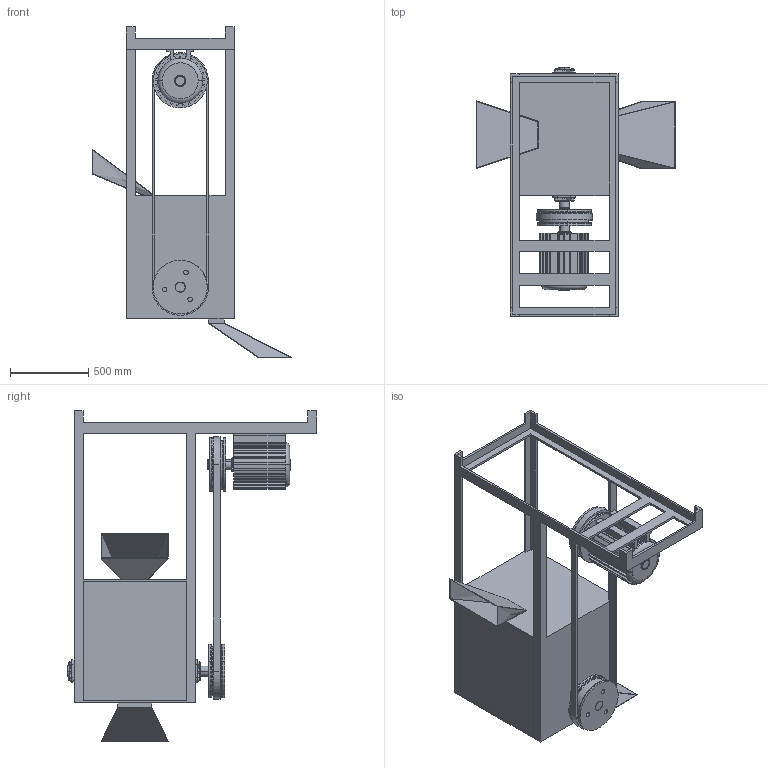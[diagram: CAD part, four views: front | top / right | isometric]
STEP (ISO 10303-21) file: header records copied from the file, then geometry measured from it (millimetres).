
FILE_DESCRIPTION(('FreeCAD Model'),'2;1');
FILE_NAME('Open CASCADE Shape Model','2025-05-08T08:31:37',('FreeCAD'),( 'FreeCAD'),'Open CASCADE STEP processor 7.6','FreeCAD','Unknown');
FILE_SCHEMA(('AUTOMOTIVE_DESIGN { 1 0 10303 214 1 1 1 1 }'));
Length unit declared in the file: millimetre
Products named in the file (1): Open CASCADE STEP translator 7.6 1
Bounding box: 1272.18 x 1595.61 x 2113.11 mm (x, y, z)
Volume: 91738152.5 mm3; surface area: 13091135.8 mm2
Topology: 12 solids, 12 shells, 638 faces, 1656 edges, 1065 vertices
Faces by surface type: bspline 638
Entity records: 18877 total; most frequent: CARTESIAN_POINT 8992, ORIENTED_EDGE 3308, EDGE_CURVE 1654, B_SPLINE_CURVE_WITH_KNOTS 1280, VERTEX_POINT 1065, FACE_BOUND 713, EDGE_LOOP 713, ADVANCED_FACE 638
